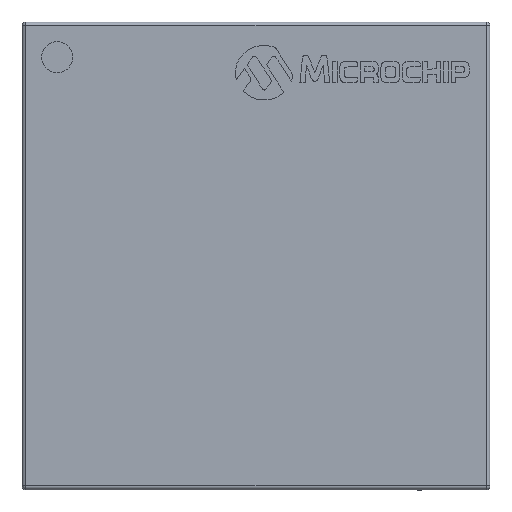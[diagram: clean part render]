
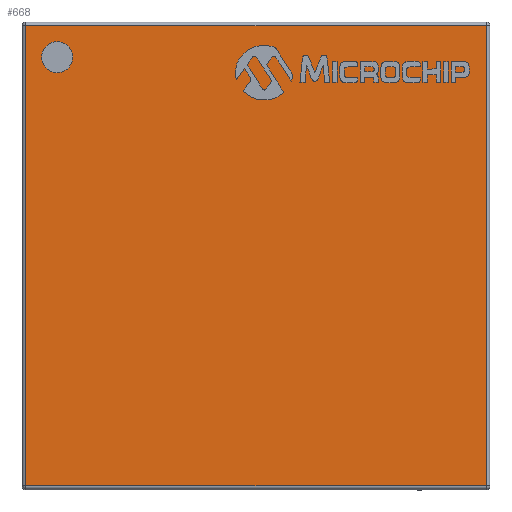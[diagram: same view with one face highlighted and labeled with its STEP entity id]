
A CAD part, top view. The second image highlights one B-rep face of the part: STEP entity #668.
In plain terms, the highlighted planar face has unit normal (0, 0, 1).
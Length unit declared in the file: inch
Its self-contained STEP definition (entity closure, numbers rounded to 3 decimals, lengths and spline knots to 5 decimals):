
#315 = CIRCLE ( 'NONE', #6375, 0.00787 ) ;
#385 = EDGE_CURVE ( 'NONE', #10502, #12413, #5227, .T. ) ;
#668 = ADVANCED_FACE ( 'NONE', ( #13771, #13858 ), #1582, .T. ) ;
#794 = CARTESIAN_POINT ( 'NONE',  ( -0.11614, 0.11614, 0.03937 ) ) ;
#944 = AXIS2_PLACEMENT_3D ( 'NONE', #8285, #1392, #8367 ) ;
#1071 = CARTESIAN_POINT ( 'NONE',  ( 0.11614, 0.11811, 0.03937 ) ) ;
#1392 = DIRECTION ( 'NONE',  ( 0., 0., 1. ) ) ;
#1582 = PLANE ( 'NONE',  #944 ) ;
#2639 = ORIENTED_EDGE ( 'NONE', *, *, #14942, .F. ) ;
#3320 = EDGE_LOOP ( 'NONE', ( #9628, #6828, #4518, #17662 ) ) ;
#3382 = LINE ( 'NONE', #8898, #13535 ) ;
#3501 = DIRECTION ( 'NONE',  ( 1., 0., 0. ) ) ;
#3678 = LINE ( 'NONE', #5218, #16868 ) ;
#4143 = CARTESIAN_POINT ( 'NONE',  ( 0.11614, 0.11614, 0.03937 ) ) ;
#4499 = ORIENTED_EDGE ( 'NONE', *, *, #8913, .F. ) ;
#4518 = ORIENTED_EDGE ( 'NONE', *, *, #385, .T. ) ;
#4934 = DIRECTION ( 'NONE',  ( 0., 0., 1. ) ) ;
#5184 = EDGE_LOOP ( 'NONE', ( #2639, #4499 ) ) ;
#5218 = CARTESIAN_POINT ( 'NONE',  ( -0.11614, -0.11811, 0.03937 ) ) ;
#5227 = LINE ( 'NONE', #1071, #9620 ) ;
#5290 = DIRECTION ( 'NONE',  ( 0., 0., 1. ) ) ;
#5464 = VERTEX_POINT ( 'NONE', #17959 ) ;
#5569 = CARTESIAN_POINT ( 'NONE',  ( -0.10039, 0.10039, 0.03937 ) ) ;
#5877 = CARTESIAN_POINT ( 'NONE',  ( -0.09252, 0.10039, 0.03937 ) ) ;
#6375 = AXIS2_PLACEMENT_3D ( 'NONE', #13424, #4934, #3501 ) ;
#6589 = AXIS2_PLACEMENT_3D ( 'NONE', #5569, #5290, #15224 ) ;
#6828 = ORIENTED_EDGE ( 'NONE', *, *, #7236, .T. ) ;
#7236 = EDGE_CURVE ( 'NONE', #5464, #10502, #3382, .T. ) ;
#7860 = CARTESIAN_POINT ( 'NONE',  ( -0.11811, 0.11614, 0.03937 ) ) ;
#7951 = DIRECTION ( 'NONE',  ( -1., 0., 0. ) ) ;
#8285 = CARTESIAN_POINT ( 'NONE',  ( 0., 0., 0.03937 ) ) ;
#8367 = DIRECTION ( 'NONE',  ( 1., 0., 0. ) ) ;
#8898 = CARTESIAN_POINT ( 'NONE',  ( 0.11811, -0.11614, 0.03937 ) ) ;
#8913 = EDGE_CURVE ( 'NONE', #14233, #17422, #17026, .T. ) ;
#9372 = LINE ( 'NONE', #7860, #16246 ) ;
#9620 = VECTOR ( 'NONE', #10758, 39.37008 ) ;
#9628 = ORIENTED_EDGE ( 'NONE', *, *, #16159, .T. ) ;
#10502 = VERTEX_POINT ( 'NONE', #15102 ) ;
#10758 = DIRECTION ( 'NONE',  ( 0., 1., 0. ) ) ;
#12020 = CARTESIAN_POINT ( 'NONE',  ( -0.10827, 0.10039, 0.03937 ) ) ;
#12413 = VERTEX_POINT ( 'NONE', #4143 ) ;
#13424 = CARTESIAN_POINT ( 'NONE',  ( -0.10039, 0.10039, 0.03937 ) ) ;
#13535 = VECTOR ( 'NONE', #17265, 39.37008 ) ;
#13771 = FACE_BOUND ( 'NONE', #5184, .T. ) ;
#13858 = FACE_OUTER_BOUND ( 'NONE', #3320, .T. ) ;
#14013 = VERTEX_POINT ( 'NONE', #794 ) ;
#14233 = VERTEX_POINT ( 'NONE', #12020 ) ;
#14864 = EDGE_CURVE ( 'NONE', #12413, #14013, #9372, .T. ) ;
#14942 = EDGE_CURVE ( 'NONE', #17422, #14233, #315, .T. ) ;
#15102 = CARTESIAN_POINT ( 'NONE',  ( 0.11614, -0.11614, 0.03937 ) ) ;
#15224 = DIRECTION ( 'NONE',  ( 1., 0., 0. ) ) ;
#16159 = EDGE_CURVE ( 'NONE', #14013, #5464, #3678, .T. ) ;
#16246 = VECTOR ( 'NONE', #7951, 39.37008 ) ;
#16409 = DIRECTION ( 'NONE',  ( 0., -1., 0. ) ) ;
#16868 = VECTOR ( 'NONE', #16409, 39.37008 ) ;
#17026 = CIRCLE ( 'NONE', #6589, 0.00787 ) ;
#17265 = DIRECTION ( 'NONE',  ( 1., 0., 0. ) ) ;
#17422 = VERTEX_POINT ( 'NONE', #5877 ) ;
#17662 = ORIENTED_EDGE ( 'NONE', *, *, #14864, .T. ) ;
#17959 = CARTESIAN_POINT ( 'NONE',  ( -0.11614, -0.11614, 0.03937 ) ) ;
